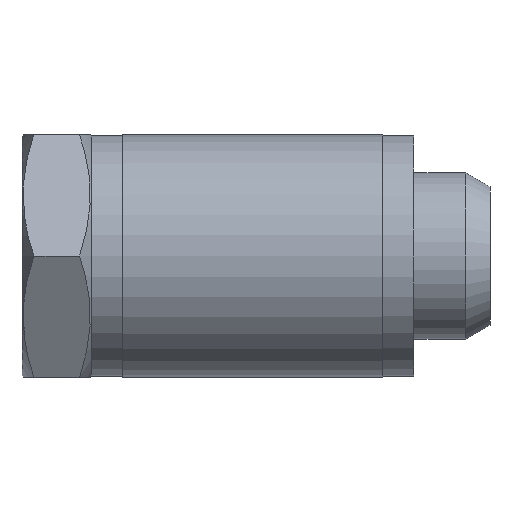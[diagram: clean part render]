
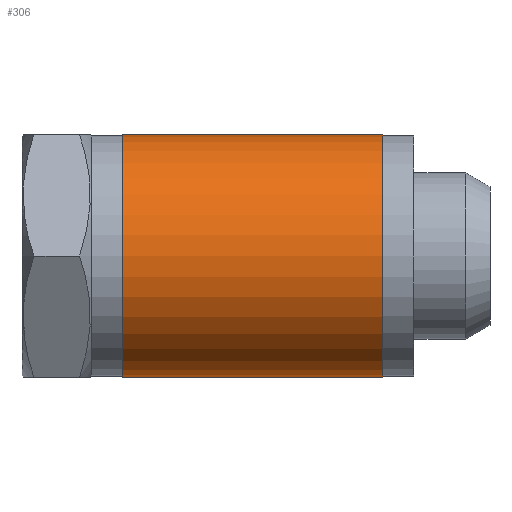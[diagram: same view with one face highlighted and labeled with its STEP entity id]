
A CAD part, left-side view. The second image highlights one B-rep face of the part: STEP entity #306.
In plain terms, the highlighted cylindrical face has radius 7 mm (diameter 14 mm), a partial arc.
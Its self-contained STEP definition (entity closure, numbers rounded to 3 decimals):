
#103 = CARTESIAN_POINT ( 'NONE',  ( 0., 21.2, 7. ) ) ;
#104 = CARTESIAN_POINT ( 'NONE',  ( 0., 6.2, 7. ) ) ;
#106 = CARTESIAN_POINT ( 'NONE',  ( 0., 21.2, -7. ) ) ;
#107 = CARTESIAN_POINT ( 'NONE',  ( 0., 6.2, -7. ) ) ;
#306 = ADVANCED_FACE ( 'NONE', ( #2612 ), #2601, .T. ) ;
#514 = CARTESIAN_POINT ( 'NONE',  ( 0., 28.786, 0. ) ) ;
#515 = DIRECTION ( 'NONE',  ( 0., 1., 0. ) ) ;
#516 = DIRECTION ( 'NONE',  ( 0., 0., 1. ) ) ;
#784 = AXIS2_PLACEMENT_3D ( 'NONE', #514, #515, #516 ) ;
#905 = CARTESIAN_POINT ( 'NONE',  ( 0., 21.2, 0. ) ) ;
#906 = DIRECTION ( 'NONE',  ( 0., 1., 0. ) ) ;
#907 = DIRECTION ( 'NONE',  ( 0., 0., 1. ) ) ;
#921 = CARTESIAN_POINT ( 'NONE',  ( 0., 28.786, 7. ) ) ;
#922 = DIRECTION ( 'NONE',  ( 0., 1., 0. ) ) ;
#1088 = CARTESIAN_POINT ( 'NONE',  ( 0., 6.2, 0. ) ) ;
#1089 = DIRECTION ( 'NONE',  ( 0., -1., 0. ) ) ;
#1090 = DIRECTION ( 'NONE',  ( 0., 0., -1. ) ) ;
#1257 = ORIENTED_EDGE ( 'NONE', *, *, #2225, .F. ) ;
#1258 = ORIENTED_EDGE ( 'NONE', *, *, #2161, .T. ) ;
#1260 = ORIENTED_EDGE ( 'NONE', *, *, #2191, .F. ) ;
#1262 = ORIENTED_EDGE ( 'NONE', *, *, #2158, .F. ) ;
#1425 = VERTEX_POINT ( 'NONE', #103 ) ;
#1426 = VERTEX_POINT ( 'NONE', #104 ) ;
#1428 = VERTEX_POINT ( 'NONE', #106 ) ;
#1429 = VERTEX_POINT ( 'NONE', #107 ) ;
#1531 = EDGE_LOOP ( 'NONE', ( #1257, #1260, #1258, #1262 ) ) ;
#1683 = CARTESIAN_POINT ( 'NONE',  ( 0., 28.786, -7. ) ) ;
#1684 = DIRECTION ( 'NONE',  ( 0., 1., 0. ) ) ;
#1834 = VECTOR ( 'NONE', #1684, 1000. ) ;
#2158 = EDGE_CURVE ( 'NONE', #1428, #1425, #2316, .T. ) ;
#2161 = EDGE_CURVE ( 'NONE', #1426, #1425, #2621, .T. ) ;
#2191 = EDGE_CURVE ( 'NONE', #1426, #1429, #2388, .T. ) ;
#2225 = EDGE_CURVE ( 'NONE', #1429, #1428, #2536, .T. ) ;
#2300 = AXIS2_PLACEMENT_3D ( 'NONE', #1088, #1089, #1090 ) ;
#2316 = CIRCLE ( 'NONE', #2463, 7. ) ;
#2361 = VECTOR ( 'NONE', #922, 1000. ) ;
#2388 = CIRCLE ( 'NONE', #2300, 7. ) ;
#2463 = AXIS2_PLACEMENT_3D ( 'NONE', #905, #906, #907 ) ;
#2536 = LINE ( 'NONE', #1683, #1834 ) ;
#2601 = CYLINDRICAL_SURFACE ( 'NONE', #784, 7. ) ;
#2612 = FACE_OUTER_BOUND ( 'NONE', #1531, .T. ) ;
#2621 = LINE ( 'NONE', #921, #2361 ) ;
